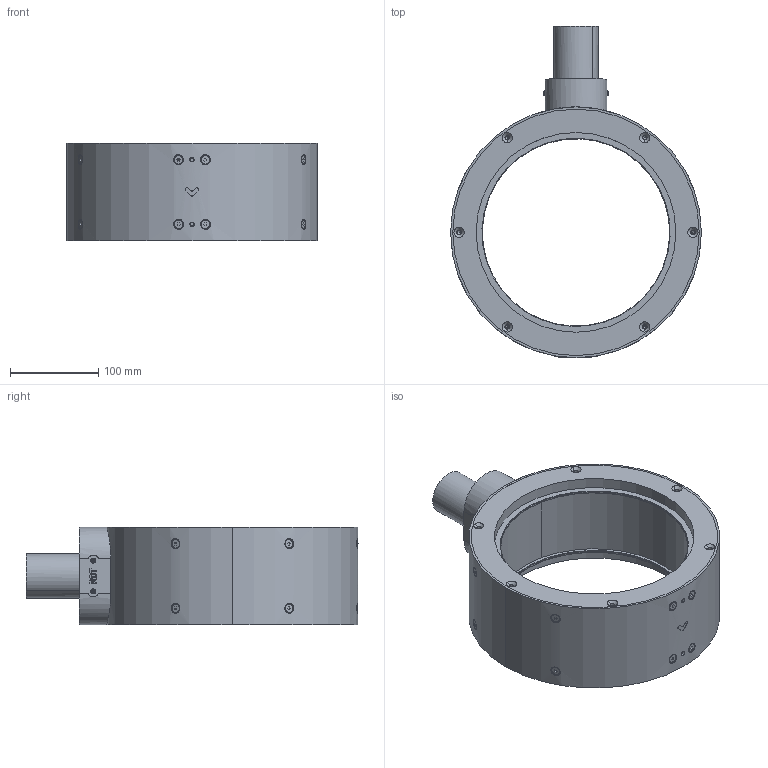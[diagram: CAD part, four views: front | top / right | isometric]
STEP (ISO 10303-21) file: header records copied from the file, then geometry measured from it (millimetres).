
FILE_DESCRIPTION (( 'STEP AP214' ), '1' );
FILE_NAME ('P-212-030-rev-F-ST.STEP', '2021-11-24T11:23:53', ( '' ), ( '' ), 'SwSTEP 2.0', 'SolidWorks 2021', '' );
FILE_SCHEMA (( 'AUTOMOTIVE_DESIGN' ));
Length unit declared in the file: millimetre
Products named in the file (1): P-212-030-rev-F-ST
Bounding box: 284 x 375.8 x 110.06 mm (x, y, z)
Volume: 3068741.1 mm3; surface area: 266937.7 mm2
Topology: 1 solids, 55 shells, 867 faces, 2003 edges, 1217 vertices
Faces by surface type: cylinder 303, plane 277, cone 237, bspline 32, torus 10, sphere 8
Entity records: 36658 total; most frequent: CARTESIAN_POINT 10251, ORIENTED_EDGE 3806, DIRECTION 3780, EDGE_CURVE 1903, AXIS2_PLACEMENT_3D 1455, VERTEX_POINT 1217, EDGE_LOOP 948, VECTOR 870
